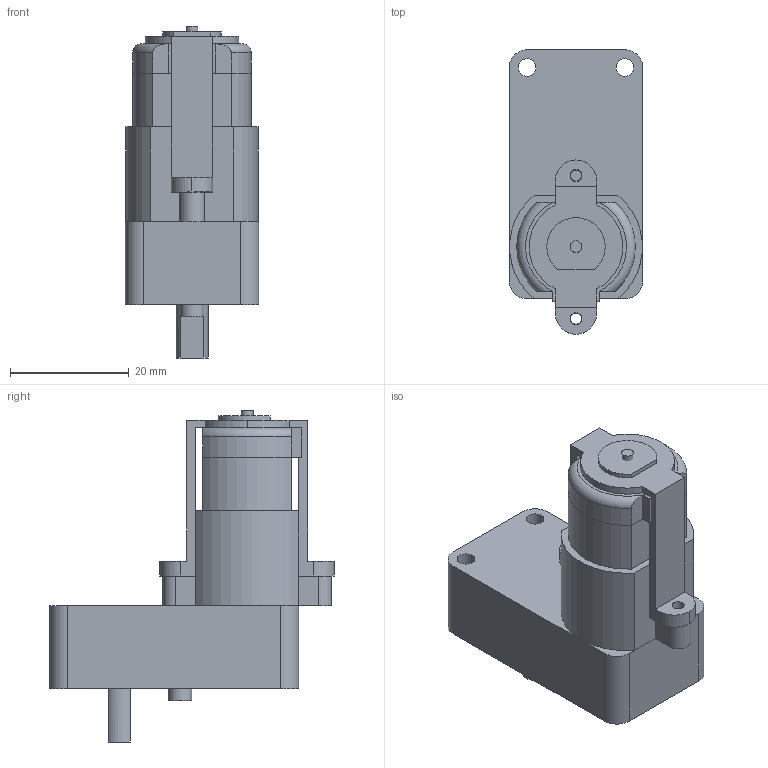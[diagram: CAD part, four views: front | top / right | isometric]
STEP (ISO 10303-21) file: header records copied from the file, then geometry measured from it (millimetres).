
FILE_DESCRIPTION(('FreeCAD Model'),'2;1');
FILE_NAME('Open CASCADE Shape Model','2022-08-03T12:53:44',(''),(''), 'Open CASCADE STEP processor 7.6','FreeCAD','Unknown');
FILE_SCHEMA(('AUTOMOTIVE_DESIGN { 1 0 10303 214 1 1 1 1 }'));
Length unit declared in the file: millimetre
Products named in the file (9): Yellow gearmotor L shape; Motor; Metal; Plastic; Axis; Box; Yellow; Pink; White
Assembly tree (8 placements, depth 3):
  Yellow gearmotor L shape
    Motor
      Metal
      Plastic
      Axis
    Box
      Yellow
      Pink
      White
Bounding box: 22.5 x 48 x 56 mm (x, y, z)
Volume: 22372.6 mm3; surface area: 10948 mm2
Topology: 6 solids, 6 shells, 97 faces, 233 edges, 154 vertices
Faces by surface type: plane 60, cylinder 35, torus 2
Full cylindrical faces by diameter (mm): 1.9 x2, 2 x4, 3 x2, 4 x1, 5.4 x1, 5.5 x1
Entity records: 6409 total; most frequent: CARTESIAN_POINT 1337, DIRECTION 962, LINE 537, VECTOR 537, ORIENTED_EDGE 466, PCURVE 466, DEFINITIONAL_REPRESENTATION 466, EDGE_CURVE 233
